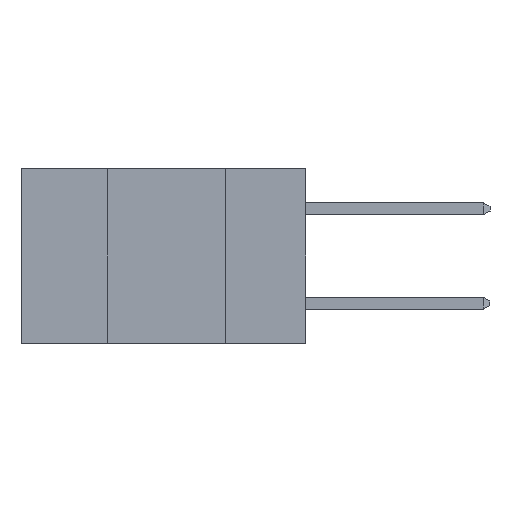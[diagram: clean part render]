
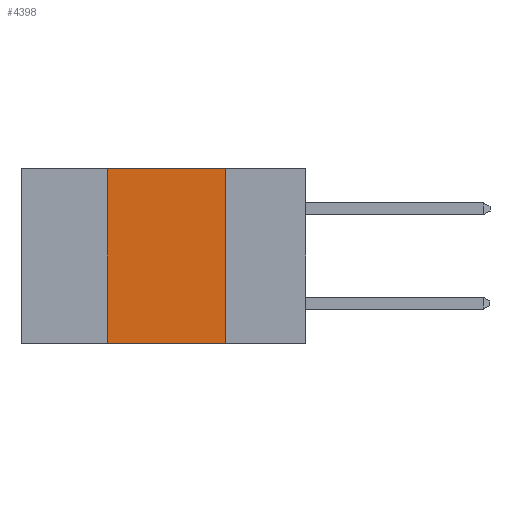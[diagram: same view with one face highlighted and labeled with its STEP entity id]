
A CAD part, left-side view. The second image highlights one B-rep face of the part: STEP entity #4398.
In plain terms, the highlighted planar face has unit normal (-1, 0, 0).
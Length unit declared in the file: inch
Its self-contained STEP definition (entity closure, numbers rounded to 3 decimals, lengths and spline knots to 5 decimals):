
#460 = DIRECTION ( 'NONE',  ( 0., 0., -1. ) ) ;
#706 = CARTESIAN_POINT ( 'NONE',  ( 0., 0.17, 0. ) ) ;
#2505 = CARTESIAN_POINT ( 'NONE',  ( 0., 0.17, 0. ) ) ;
#2581 = PLANE ( 'NONE',  #3935 ) ;
#2661 = VECTOR ( 'NONE', #460, 39.37008 ) ;
#3002 = VECTOR ( 'NONE', #12406, 39.37008 ) ;
#3232 = CARTESIAN_POINT ( 'NONE',  ( 0., 0.6, 0. ) ) ;
#3726 = CARTESIAN_POINT ( 'NONE',  ( 0., 0.42, 0. ) ) ;
#3933 = LINE ( 'NONE', #3232, #6915 ) ;
#3935 = AXIS2_PLACEMENT_3D ( 'NONE', #6407, #14167, #7540 ) ;
#4324 = EDGE_CURVE ( 'NONE', #10880, #12831, #11628, .T. ) ;
#4398 = ADVANCED_FACE ( 'NONE', ( #10567 ), #2581, .F. ) ;
#4750 = VERTEX_POINT ( 'NONE', #8104 ) ;
#6407 = CARTESIAN_POINT ( 'NONE',  ( 0., 0.6, 0. ) ) ;
#6664 = VERTEX_POINT ( 'NONE', #12616 ) ;
#6915 = VECTOR ( 'NONE', #12198, 39.37008 ) ;
#7317 = ORIENTED_EDGE ( 'NONE', *, *, #4324, .F. ) ;
#7540 = DIRECTION ( 'NONE',  ( 0., 0., -1. ) ) ;
#7825 = LINE ( 'NONE', #3726, #13731 ) ;
#8012 = ORIENTED_EDGE ( 'NONE', *, *, #12343, .T. ) ;
#8104 = CARTESIAN_POINT ( 'NONE',  ( 0., 0.42, 0. ) ) ;
#8270 = EDGE_CURVE ( 'NONE', #6664, #4750, #7825, .T. ) ;
#9354 = EDGE_CURVE ( 'NONE', #4750, #10880, #3933, .T. ) ;
#10292 = ORIENTED_EDGE ( 'NONE', *, *, #9354, .F. ) ;
#10567 = FACE_OUTER_BOUND ( 'NONE', #11783, .T. ) ;
#10648 = ORIENTED_EDGE ( 'NONE', *, *, #8270, .F. ) ;
#10880 = VERTEX_POINT ( 'NONE', #706 ) ;
#11285 = CARTESIAN_POINT ( 'NONE',  ( 0., 0.6, -0.37 ) ) ;
#11628 = LINE ( 'NONE', #2505, #2661 ) ;
#11783 = EDGE_LOOP ( 'NONE', ( #7317, #10292, #10648, #8012 ) ) ;
#12035 = CARTESIAN_POINT ( 'NONE',  ( 0., 0.17, -0.37 ) ) ;
#12198 = DIRECTION ( 'NONE',  ( 0., -1., 0. ) ) ;
#12313 = LINE ( 'NONE', #11285, #3002 ) ;
#12343 = EDGE_CURVE ( 'NONE', #6664, #12831, #12313, .T. ) ;
#12406 = DIRECTION ( 'NONE',  ( 0., -1., 0. ) ) ;
#12616 = CARTESIAN_POINT ( 'NONE',  ( 0., 0.42, -0.37 ) ) ;
#12672 = DIRECTION ( 'NONE',  ( 0., 0., 1. ) ) ;
#12831 = VERTEX_POINT ( 'NONE', #12035 ) ;
#13731 = VECTOR ( 'NONE', #12672, 39.37008 ) ;
#14167 = DIRECTION ( 'NONE',  ( 1., 0., 0. ) ) ;
